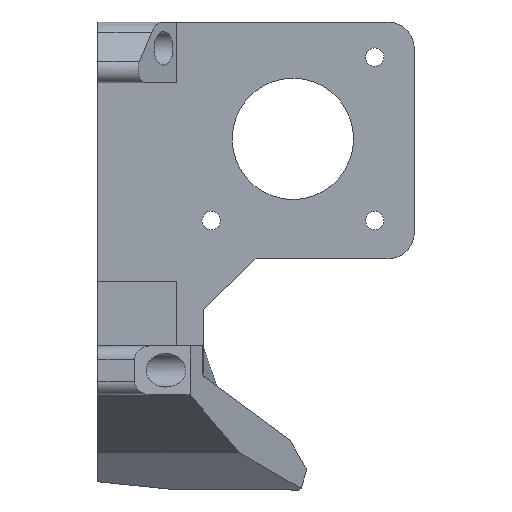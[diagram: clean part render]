
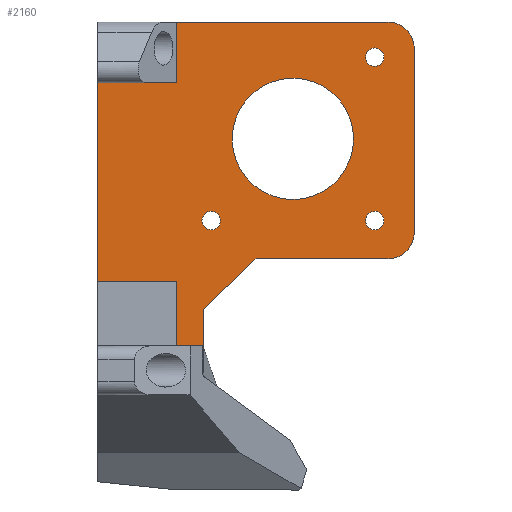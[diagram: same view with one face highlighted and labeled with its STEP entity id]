
A CAD part, left-side view. The second image highlights one B-rep face of the part: STEP entity #2160.
In plain terms, the highlighted planar face has unit normal (-1, 0, 0).
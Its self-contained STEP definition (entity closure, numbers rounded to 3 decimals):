
#26=FACE_BOUND('',#312,.T.);
#27=FACE_BOUND('',#313,.T.);
#28=FACE_BOUND('',#314,.T.);
#29=FACE_BOUND('',#315,.T.);
#61=PLANE('',#2306);
#139=CIRCLE('',#2307,5.);
#140=CIRCLE('',#2308,5.);
#141=CIRCLE('',#2309,1.75);
#142=CIRCLE('',#2310,1.75);
#143=CIRCLE('',#2311,1.75);
#144=CIRCLE('',#2312,11.5);
#191=FACE_OUTER_BOUND('',#311,.T.);
#311=EDGE_LOOP('',(#1530,#1531,#1532,#1533,#1534,#1535,#1536,#1537,#1538,
#1539,#1540,#1541,#1542));
#312=EDGE_LOOP('',(#1543));
#313=EDGE_LOOP('',(#1544));
#314=EDGE_LOOP('',(#1545));
#315=EDGE_LOOP('',(#1546));
#494=LINE('',#3366,#710);
#514=LINE('',#3426,#730);
#515=LINE('',#3428,#731);
#516=LINE('',#3430,#732);
#517=LINE('',#3432,#733);
#518=LINE('',#3434,#734);
#519=LINE('',#3436,#735);
#520=LINE('',#3440,#736);
#521=LINE('',#3444,#737);
#522=LINE('',#3446,#738);
#523=LINE('',#3447,#739);
#710=VECTOR('',#2516,10.);
#730=VECTOR('',#2558,10.);
#731=VECTOR('',#2559,10.);
#732=VECTOR('',#2560,10.);
#733=VECTOR('',#2561,10.);
#734=VECTOR('',#2562,10.);
#735=VECTOR('',#2563,10.);
#736=VECTOR('',#2566,10.);
#737=VECTOR('',#2569,10.);
#738=VECTOR('',#2570,10.);
#739=VECTOR('',#2571,10.);
#946=VERTEX_POINT('',#3363);
#947=VERTEX_POINT('',#3365);
#976=VERTEX_POINT('',#3425);
#977=VERTEX_POINT('',#3427);
#978=VERTEX_POINT('',#3429);
#979=VERTEX_POINT('',#3431);
#980=VERTEX_POINT('',#3433);
#981=VERTEX_POINT('',#3435);
#982=VERTEX_POINT('',#3437);
#983=VERTEX_POINT('',#3439);
#984=VERTEX_POINT('',#3441);
#985=VERTEX_POINT('',#3443);
#986=VERTEX_POINT('',#3445);
#987=VERTEX_POINT('',#3448);
#988=VERTEX_POINT('',#3450);
#989=VERTEX_POINT('',#3452);
#990=VERTEX_POINT('',#3454);
#1166=EDGE_CURVE('',#946,#947,#494,.T.);
#1196=EDGE_CURVE('',#946,#976,#514,.T.);
#1197=EDGE_CURVE('',#976,#977,#515,.T.);
#1198=EDGE_CURVE('',#977,#978,#516,.T.);
#1199=EDGE_CURVE('',#978,#979,#517,.T.);
#1200=EDGE_CURVE('',#980,#979,#518,.T.);
#1201=EDGE_CURVE('',#980,#981,#519,.T.);
#1202=EDGE_CURVE('',#982,#981,#139,.T.);
#1203=EDGE_CURVE('',#983,#982,#520,.T.);
#1204=EDGE_CURVE('',#984,#983,#140,.T.);
#1205=EDGE_CURVE('',#985,#984,#521,.T.);
#1206=EDGE_CURVE('',#985,#986,#522,.T.);
#1207=EDGE_CURVE('',#947,#986,#523,.T.);
#1208=EDGE_CURVE('',#987,#987,#141,.T.);
#1209=EDGE_CURVE('',#988,#988,#142,.T.);
#1210=EDGE_CURVE('',#989,#989,#143,.T.);
#1211=EDGE_CURVE('',#990,#990,#144,.T.);
#1530=ORIENTED_EDGE('',*,*,#1196,.T.);
#1531=ORIENTED_EDGE('',*,*,#1197,.T.);
#1532=ORIENTED_EDGE('',*,*,#1198,.T.);
#1533=ORIENTED_EDGE('',*,*,#1199,.T.);
#1534=ORIENTED_EDGE('',*,*,#1200,.F.);
#1535=ORIENTED_EDGE('',*,*,#1201,.T.);
#1536=ORIENTED_EDGE('',*,*,#1202,.F.);
#1537=ORIENTED_EDGE('',*,*,#1203,.F.);
#1538=ORIENTED_EDGE('',*,*,#1204,.F.);
#1539=ORIENTED_EDGE('',*,*,#1205,.F.);
#1540=ORIENTED_EDGE('',*,*,#1206,.T.);
#1541=ORIENTED_EDGE('',*,*,#1207,.F.);
#1542=ORIENTED_EDGE('',*,*,#1166,.F.);
#1543=ORIENTED_EDGE('',*,*,#1208,.T.);
#1544=ORIENTED_EDGE('',*,*,#1209,.T.);
#1545=ORIENTED_EDGE('',*,*,#1210,.T.);
#1546=ORIENTED_EDGE('',*,*,#1211,.T.);
#2160=ADVANCED_FACE('',(#191,#26,#27,#28,#29),#61,.T.);
#2306=AXIS2_PLACEMENT_3D('',#3424,#2556,#2557);
#2307=AXIS2_PLACEMENT_3D('',#3438,#2564,#2565);
#2308=AXIS2_PLACEMENT_3D('',#3442,#2567,#2568);
#2309=AXIS2_PLACEMENT_3D('',#3449,#2572,#2573);
#2310=AXIS2_PLACEMENT_3D('',#3451,#2574,#2575);
#2311=AXIS2_PLACEMENT_3D('',#3453,#2576,#2577);
#2312=AXIS2_PLACEMENT_3D('',#3455,#2578,#2579);
#2516=DIRECTION('',(0.,0.,1.));
#2556=DIRECTION('center_axis',(-1.,0.,0.));
#2557=DIRECTION('ref_axis',(0.,0.,-1.));
#2558=DIRECTION('',(0.,-1.,0.));
#2559=DIRECTION('',(0.,0.,-1.));
#2560=DIRECTION('',(0.,-1.,0.));
#2561=DIRECTION('',(0.,0.,1.));
#2562=DIRECTION('',(0.,0.724,-0.69));
#2563=DIRECTION('',(0.,-1.,0.));
#2564=DIRECTION('center_axis',(1.,0.,0.));
#2565=DIRECTION('ref_axis',(0.,-0.707,-0.707));
#2566=DIRECTION('',(0.,0.,-1.));
#2567=DIRECTION('center_axis',(1.,0.,0.));
#2568=DIRECTION('ref_axis',(0.,-0.707,0.707));
#2569=DIRECTION('',(0.,-1.,0.));
#2570=DIRECTION('',(0.,0.,-1.));
#2571=DIRECTION('',(0.,-1.,0.));
#2572=DIRECTION('center_axis',(1.,0.,0.));
#2573=DIRECTION('ref_axis',(0.,-1.,0.));
#2574=DIRECTION('center_axis',(1.,0.,0.));
#2575=DIRECTION('ref_axis',(0.,-1.,0.));
#2576=DIRECTION('center_axis',(1.,0.,0.));
#2577=DIRECTION('ref_axis',(0.,-1.,0.));
#2578=DIRECTION('center_axis',(1.,0.,0.));
#2579=DIRECTION('ref_axis',(0.,1.,0.));
#3363=CARTESIAN_POINT('',(-22.16,17.828,36.33));
#3365=CARTESIAN_POINT('',(-22.16,17.828,74.042));
#3366=CARTESIAN_POINT('',(-22.16,17.828,90.996));
#3424=CARTESIAN_POINT('Origin',(-22.16,17.828,96.42));
#3425=CARTESIAN_POINT('',(-22.16,2.828,36.33));
#3426=CARTESIAN_POINT('',(-22.16,10.328,36.33));
#3427=CARTESIAN_POINT('',(-22.16,2.828,24.197));
#3428=CARTESIAN_POINT('',(-22.16,2.828,60.309));
#3429=CARTESIAN_POINT('',(-22.16,-2.172,24.197));
#3430=CARTESIAN_POINT('',(-22.16,10.328,24.197));
#3431=CARTESIAN_POINT('',(-22.16,-2.172,31.132));
#3432=CARTESIAN_POINT('',(-22.16,-2.172,55.673));
#3433=CARTESIAN_POINT('',(-22.16,-12.172,40.667));
#3434=CARTESIAN_POINT('',(-22.16,-12.172,40.667));
#3435=CARTESIAN_POINT('',(-22.16,-37.172,40.667));
#3436=CARTESIAN_POINT('',(-22.16,7.828,40.667));
#3437=CARTESIAN_POINT('',(-22.16,-42.172,45.667));
#3438=CARTESIAN_POINT('Origin',(-22.16,-37.172,45.667));
#3439=CARTESIAN_POINT('',(-22.16,-42.172,80.573));
#3440=CARTESIAN_POINT('',(-22.16,-42.172,96.42));
#3441=CARTESIAN_POINT('',(-22.16,-37.172,85.573));
#3442=CARTESIAN_POINT('Origin',(-22.16,-37.172,80.573));
#3443=CARTESIAN_POINT('',(-22.16,2.83,85.573));
#3444=CARTESIAN_POINT('',(-22.16,-20.171,85.573));
#3445=CARTESIAN_POINT('',(-22.16,2.83,74.042));
#3446=CARTESIAN_POINT('',(-22.16,2.83,90.996));
#3447=CARTESIAN_POINT('',(-22.16,1.83,74.042));
#3448=CARTESIAN_POINT('',(-22.16,-1.92,47.92));
#3449=CARTESIAN_POINT('Origin',(-22.16,-3.67,47.92));
#3450=CARTESIAN_POINT('',(-22.16,-32.92,78.92));
#3451=CARTESIAN_POINT('Origin',(-22.16,-34.67,78.92));
#3452=CARTESIAN_POINT('',(-22.16,-32.92,47.92));
#3453=CARTESIAN_POINT('Origin',(-22.16,-34.67,47.92));
#3454=CARTESIAN_POINT('',(-22.16,-30.67,63.42));
#3455=CARTESIAN_POINT('Origin',(-22.16,-19.17,63.42));
